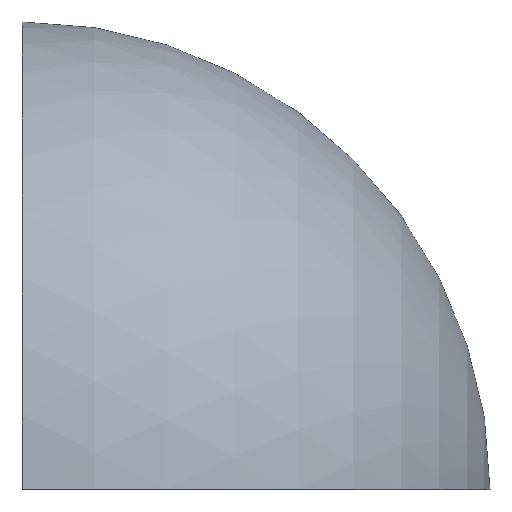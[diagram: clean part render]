
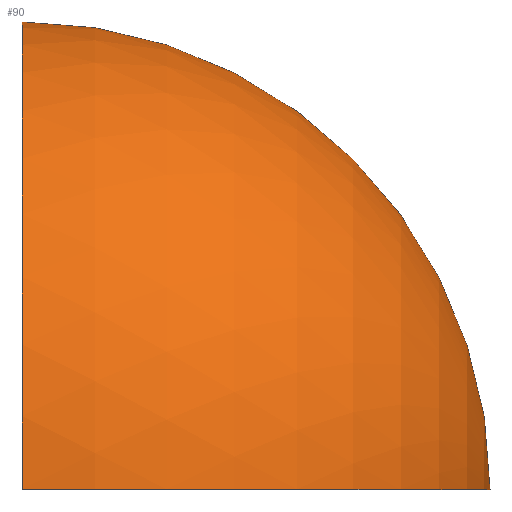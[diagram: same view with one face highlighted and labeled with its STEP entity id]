
A CAD part, top view. The second image highlights one B-rep face of the part: STEP entity #90.
In plain terms, the highlighted spherical face has radius 40.386 mm.
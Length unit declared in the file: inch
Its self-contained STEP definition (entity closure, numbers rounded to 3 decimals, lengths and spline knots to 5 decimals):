
#11 = DIRECTION ( 'NONE',  ( -1., 0., 0. ) ) ;
#13 = DIRECTION ( 'NONE',  ( 0., 1., 0. ) ) ;
#22 = AXIS2_PLACEMENT_3D ( 'NONE', #23, #152, #134 ) ;
#23 = CARTESIAN_POINT ( 'NONE',  ( 0., -1.59, 0. ) ) ;
#27 = CARTESIAN_POINT ( 'NONE',  ( 0., -1.59, 1.59 ) ) ;
#31 = ORIENTED_EDGE ( 'NONE', *, *, #157, .F. ) ;
#40 = AXIS2_PLACEMENT_3D ( 'NONE', #109, #13, #121 ) ;
#42 = ORIENTED_EDGE ( 'NONE', *, *, #71, .T. ) ;
#46 = DIRECTION ( 'NONE',  ( 0., 0., 1. ) ) ;
#49 = CIRCLE ( 'NONE', #70, 1.59 ) ;
#70 = AXIS2_PLACEMENT_3D ( 'NONE', #107, #11, #119 ) ;
#71 = EDGE_CURVE ( 'NONE', #147, #206, #114, .T. ) ;
#76 = CARTESIAN_POINT ( 'NONE',  ( 0., 0., 0. ) ) ;
#89 = FACE_OUTER_BOUND ( 'NONE', #213, .T. ) ;
#90 = ADVANCED_FACE ( 'NONE', ( #89 ), #173, .T. ) ;
#95 = CIRCLE ( 'NONE', #40, 1.59 ) ;
#103 = ORIENTED_EDGE ( 'NONE', *, *, #167, .T. ) ;
#107 = CARTESIAN_POINT ( 'NONE',  ( 0., -1.59, 0. ) ) ;
#109 = CARTESIAN_POINT ( 'NONE',  ( 0., -1.59, 0. ) ) ;
#114 = CIRCLE ( 'NONE', #126, 1.59 ) ;
#119 = DIRECTION ( 'NONE',  ( 0., 0., -1. ) ) ;
#121 = DIRECTION ( 'NONE',  ( 0., 0., 1. ) ) ;
#126 = AXIS2_PLACEMENT_3D ( 'NONE', #161, #46, #160 ) ;
#134 = DIRECTION ( 'NONE',  ( 0., 0., 1. ) ) ;
#138 = CARTESIAN_POINT ( 'NONE',  ( 1.59, -1.59, 0. ) ) ;
#147 = VERTEX_POINT ( 'NONE', #138 ) ;
#152 = DIRECTION ( 'NONE',  ( 1., 0., 0. ) ) ;
#157 = EDGE_CURVE ( 'NONE', #185, #206, #49, .T. ) ;
#160 = DIRECTION ( 'NONE',  ( -1., 0., 0. ) ) ;
#161 = CARTESIAN_POINT ( 'NONE',  ( 0., -1.59, 0. ) ) ;
#167 = EDGE_CURVE ( 'NONE', #185, #147, #95, .T. ) ;
#173 = SPHERICAL_SURFACE ( 'NONE', #22, 1.59 ) ;
#185 = VERTEX_POINT ( 'NONE', #27 ) ;
#206 = VERTEX_POINT ( 'NONE', #76 ) ;
#213 = EDGE_LOOP ( 'NONE', ( #103, #42, #31 ) ) ;
